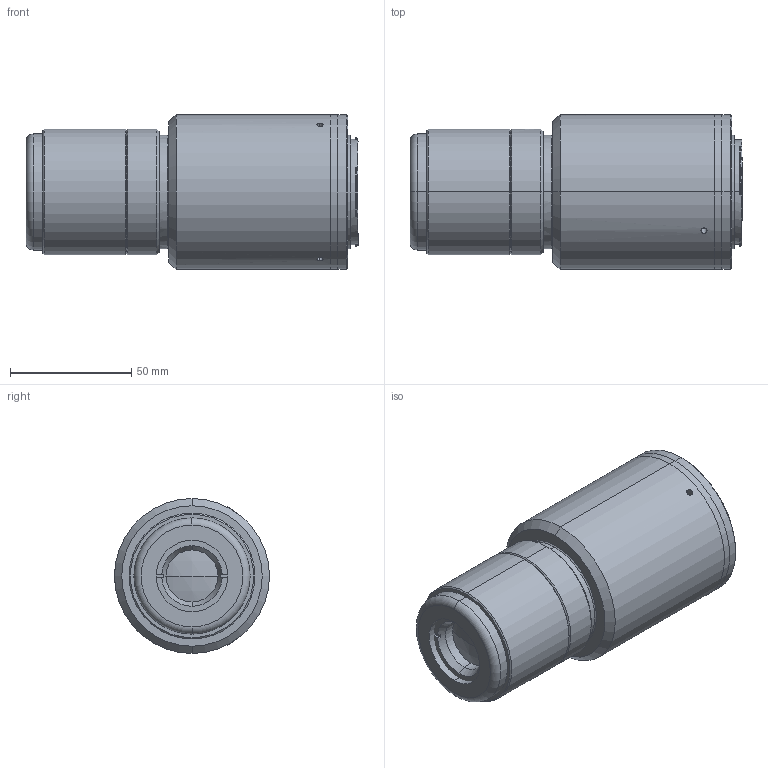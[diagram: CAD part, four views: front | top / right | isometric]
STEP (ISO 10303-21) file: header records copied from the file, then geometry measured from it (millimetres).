
FILE_DESCRIPTION (( 'STEP AP203' ), '1' );
FILE_NAME ('DP23007_MC4K100X-F.step', '2020-09-04T15:34:01', ( '' ), ( '' ), 'SwSTEP 2.0', 'SolidWorks 2020', '' );
FILE_SCHEMA (( 'CONFIG_CONTROL_DESIGN' ));
Length unit declared in the file: millimetre
Products named in the file (1): DP23007_MC4K100X-F
Bounding box: 137.16 x 64 x 64 mm (x, y, z)
Surface area: 50700.7 mm2 (no closed solid volume)
Topology: 0 solids, 9 shells, 102 faces, 293 edges, 199 vertices
Faces by surface type: cylinder 50, plane 26, cone 22, sphere 2, torus 2
Entity records: 3868 total; most frequent: CARTESIAN_POINT 1080, DIRECTION 613, ORIENTED_EDGE 488, EDGE_CURVE 293, AXIS2_PLACEMENT_3D 246, VERTEX_POINT 199, CIRCLE 143, VECTOR 121
